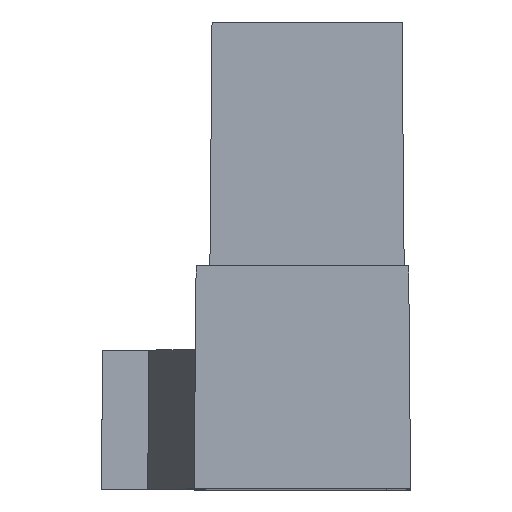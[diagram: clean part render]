
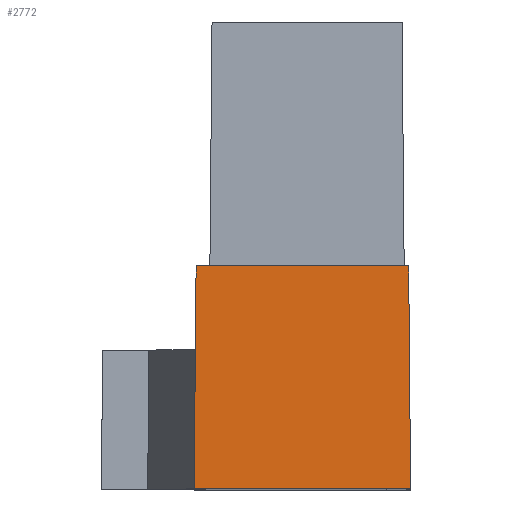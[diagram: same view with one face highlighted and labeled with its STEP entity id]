
A CAD part, top view. The second image highlights one B-rep face of the part: STEP entity #2772.
In plain terms, the highlighted planar face has unit normal (0, 0.009, 1).
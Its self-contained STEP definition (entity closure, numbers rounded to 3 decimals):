
#222=DIRECTION('',(1.,0.,0.));
#223=VECTOR('',#222,6.874);
#224=CARTESIAN_POINT('',(-3.437,-5.4,15.937));
#225=LINE('',#224,#223);
#320=DIRECTION('',(0.009,1.,-0.009));
#321=VECTOR('',#320,7.201);
#322=CARTESIAN_POINT('',(-3.5,-12.6,16.));
#323=LINE('',#322,#321);
#752=DIRECTION('',(-0.009,1.,-0.009));
#753=VECTOR('',#752,7.201);
#754=CARTESIAN_POINT('',(3.5,-12.6,16.));
#755=LINE('',#754,#753);
#756=DIRECTION('',(1.,0.,0.));
#757=VECTOR('',#756,7.);
#758=CARTESIAN_POINT('',(-3.5,-12.6,16.));
#759=LINE('',#758,#757);
#1636=CARTESIAN_POINT('',(3.5,-12.6,16.));
#1637=CARTESIAN_POINT('',(3.437,-5.4,15.937));
#1638=VERTEX_POINT('',#1636);
#1639=VERTEX_POINT('',#1637);
#1640=CARTESIAN_POINT('',(-3.5,-12.6,16.));
#1641=VERTEX_POINT('',#1640);
#1642=CARTESIAN_POINT('',(-3.437,-5.4,15.937));
#1643=VERTEX_POINT('',#1642);
#2761=CARTESIAN_POINT('',(-4.306,-12.6,16.));
#2762=DIRECTION('',(0.,-0.009,-1.));
#2763=DIRECTION('',(1.,0.,0.));
#2764=AXIS2_PLACEMENT_3D('',#2761,#2762,#2763);
#2765=PLANE('',#2764);
#2766=ORIENTED_EDGE('',*,*,#2160,.T.);
#2767=ORIENTED_EDGE('',*,*,#2026,.T.);
#2768=ORIENTED_EDGE('',*,*,#2723,.F.);
#2769=ORIENTED_EDGE('',*,*,#1886,.F.);
#2770=EDGE_LOOP('',(#2766,#2767,#2768,#2769));
#2771=FACE_OUTER_BOUND('',#2770,.F.);
#1886=EDGE_CURVE('',#1641,#1638,#759,.T.);
#2026=EDGE_CURVE('',#1643,#1639,#225,.T.);
#2160=EDGE_CURVE('',#1641,#1643,#323,.T.);
#2723=EDGE_CURVE('',#1638,#1639,#755,.T.);
#2772=ADVANCED_FACE('',(#2771),#2765,.F.);
